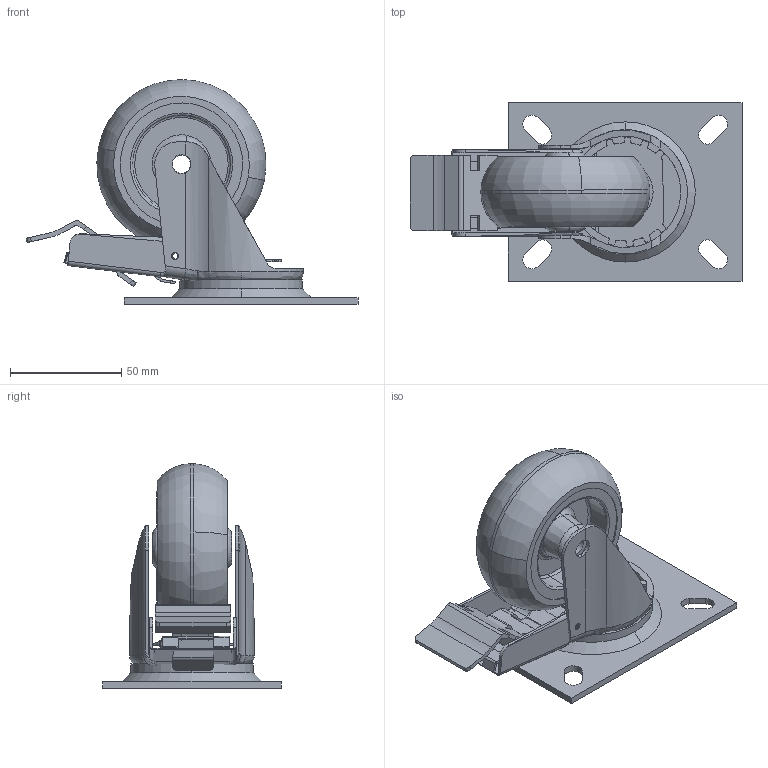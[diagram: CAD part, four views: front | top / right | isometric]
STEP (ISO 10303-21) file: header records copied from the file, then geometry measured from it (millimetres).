
FILE_DESCRIPTION (( 'STEP AP203' ), '1' );
FILE_NAME ('GGPCF312.STEP', '2018-03-28T18:34:08', ( 'USER1' ), ( '' ), 'SwSTEP 2.0', 'SolidWorks 2007', '' );
FILE_SCHEMA (( 'CONFIG_CONTROL_DESIGN' ));
Length unit declared in the file: millimetre
Products named in the file (7): ROD 3'''' -1; ROD 3'''' -3-1; GGPCF312; ROD 3''''-2; ROD 3''''-4; Freio1; Freio2
Assembly tree (6 placements, depth 2):
  GGPCF312
    ROD 3'''' -3-1
    ROD 3'''' -1
    ROD 3''''-2
    Freio2
    Freio1
    ROD 3''''-4
Bounding box: 149.2 x 80 x 101 mm (x, y, z)
Volume: 162964.7 mm3; surface area: 65322.8 mm2
Topology: 6 solids, 6 shells, 371 faces, 1035 edges, 678 vertices
Faces by surface type: cylinder 176, plane 152, bspline 24, torus 13, cone 6
Entity records: 13980 total; most frequent: CARTESIAN_POINT 3656, ORIENTED_EDGE 2070, DIRECTION 2013, EDGE_CURVE 1035, AXIS2_PLACEMENT_3D 725, VERTEX_POINT 678, VECTOR 563, LINE 563
